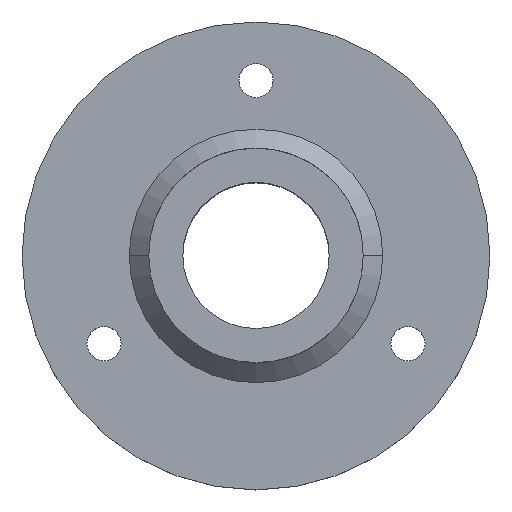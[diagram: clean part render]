
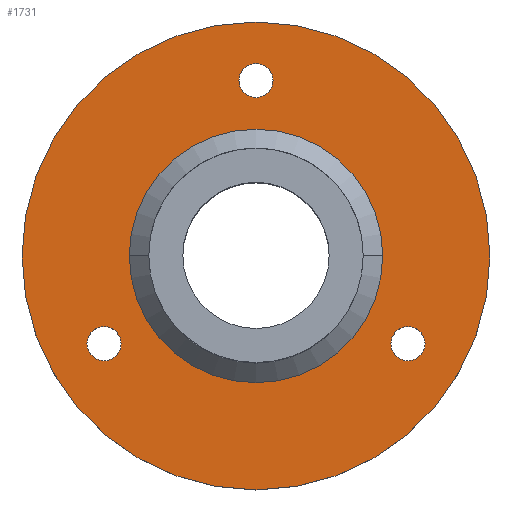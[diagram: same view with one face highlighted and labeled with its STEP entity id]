
A CAD part, top view. The second image highlights one B-rep face of the part: STEP entity #1731.
In plain terms, the highlighted planar face has unit normal (0, 0, 1).
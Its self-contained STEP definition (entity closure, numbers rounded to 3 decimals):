
#11 = CARTESIAN_POINT ( 'NONE',  ( 0., 0., 5. ) ) ;
#15 = EDGE_CURVE ( 'NONE', #2784, #1066, #2316, .T. ) ;
#41 = CARTESIAN_POINT ( 'NONE',  ( 24., 0., 5. ) ) ;
#51 = CIRCLE ( 'NONE', #1213, 1.75 ) ;
#65 = EDGE_LOOP ( 'NONE', ( #614, #695 ) ) ;
#109 = CARTESIAN_POINT ( 'NONE',  ( 0., 0., 5. ) ) ;
#133 = CIRCLE ( 'NONE', #1825, 24. ) ;
#160 = AXIS2_PLACEMENT_3D ( 'NONE', #1450, #2853, #1421 ) ;
#201 = CARTESIAN_POINT ( 'NONE',  ( -24., 0., 5. ) ) ;
#223 = EDGE_LOOP ( 'NONE', ( #2743, #2829 ) ) ;
#246 = VERTEX_POINT ( 'NONE', #275 ) ;
#275 = CARTESIAN_POINT ( 'NONE',  ( -13.838, -9., 5. ) ) ;
#330 = DIRECTION ( 'NONE',  ( 1., 0., 0. ) ) ;
#359 = DIRECTION ( 'NONE',  ( 0., 0., 1. ) ) ;
#388 = DIRECTION ( 'NONE',  ( 1., 0., 0. ) ) ;
#400 = PLANE ( 'NONE',  #1410 ) ;
#415 = VERTEX_POINT ( 'NONE', #560 ) ;
#429 = FACE_BOUND ( 'NONE', #1636, .T. ) ;
#460 = DIRECTION ( 'NONE',  ( 1., 0., 0. ) ) ;
#486 = ORIENTED_EDGE ( 'NONE', *, *, #2891, .F. ) ;
#498 = DIRECTION ( 'NONE',  ( 1., 0., 0. ) ) ;
#548 = CIRCLE ( 'NONE', #160, 1.75 ) ;
#560 = CARTESIAN_POINT ( 'NONE',  ( 1.75, 18., 5. ) ) ;
#579 = DIRECTION ( 'NONE',  ( 1., 0., 0. ) ) ;
#595 = DIRECTION ( 'NONE',  ( 1., 0., 0. ) ) ;
#599 = ORIENTED_EDGE ( 'NONE', *, *, #1584, .F. ) ;
#614 = ORIENTED_EDGE ( 'NONE', *, *, #2049, .F. ) ;
#619 = AXIS2_PLACEMENT_3D ( 'NONE', #1988, #1316, #579 ) ;
#639 = FACE_BOUND ( 'NONE', #1715, .T. ) ;
#683 = CARTESIAN_POINT ( 'NONE',  ( 13.838, -9., 5. ) ) ;
#695 = ORIENTED_EDGE ( 'NONE', *, *, #1644, .F. ) ;
#765 = CIRCLE ( 'NONE', #619, 1.75 ) ;
#808 = CARTESIAN_POINT ( 'NONE',  ( 0., 18., 5. ) ) ;
#868 = DIRECTION ( 'NONE',  ( 0., 0., 1. ) ) ;
#937 = DIRECTION ( 'NONE',  ( 1., 0., 0. ) ) ;
#965 = CARTESIAN_POINT ( 'NONE',  ( 0., 0., 5. ) ) ;
#979 = DIRECTION ( 'NONE',  ( 0., 0., 1. ) ) ;
#991 = DIRECTION ( 'NONE',  ( 0., 0., -1. ) ) ;
#1029 = VERTEX_POINT ( 'NONE', #2526 ) ;
#1042 = VERTEX_POINT ( 'NONE', #2982 ) ;
#1050 = VERTEX_POINT ( 'NONE', #1363 ) ;
#1066 = VERTEX_POINT ( 'NONE', #201 ) ;
#1100 = EDGE_CURVE ( 'NONE', #1423, #1042, #2771, .T. ) ;
#1109 = VERTEX_POINT ( 'NONE', #1304 ) ;
#1111 = DIRECTION ( 'NONE',  ( 0., 0., 1. ) ) ;
#1140 = CARTESIAN_POINT ( 'NONE',  ( -15.588, -9., 5. ) ) ;
#1213 = AXIS2_PLACEMENT_3D ( 'NONE', #808, #359, #388 ) ;
#1223 = CIRCLE ( 'NONE', #2397, 13. ) ;
#1304 = CARTESIAN_POINT ( 'NONE',  ( 17.338, -9., 5. ) ) ;
#1316 = DIRECTION ( 'NONE',  ( 0., 0., 1. ) ) ;
#1317 = DIRECTION ( 'NONE',  ( 0., 0., -1. ) ) ;
#1363 = CARTESIAN_POINT ( 'NONE',  ( -17.338, -9., 5. ) ) ;
#1410 = AXIS2_PLACEMENT_3D ( 'NONE', #2956, #868, #460 ) ;
#1421 = DIRECTION ( 'NONE',  ( 1., 0., 0. ) ) ;
#1423 = VERTEX_POINT ( 'NONE', #1909 ) ;
#1450 = CARTESIAN_POINT ( 'NONE',  ( -15.588, -9., 5. ) ) ;
#1460 = CARTESIAN_POINT ( 'NONE',  ( 0., 0., 5. ) ) ;
#1534 = EDGE_LOOP ( 'NONE', ( #2550, #599 ) ) ;
#1584 = EDGE_CURVE ( 'NONE', #1029, #415, #51, .T. ) ;
#1630 = DIRECTION ( 'NONE',  ( 1., 0., 0. ) ) ;
#1636 = EDGE_LOOP ( 'NONE', ( #2972, #486 ) ) ;
#1644 = EDGE_CURVE ( 'NONE', #2228, #1109, #1740, .T. ) ;
#1658 = DIRECTION ( 'NONE',  ( 0., 0., 1. ) ) ;
#1672 = DIRECTION ( 'NONE',  ( 1., 0., 0. ) ) ;
#1715 = EDGE_LOOP ( 'NONE', ( #2897, #2692 ) ) ;
#1731 = ADVANCED_FACE ( 'NONE', ( #639, #2486, #429, #2288, #2303 ), #400, .T. ) ;
#1740 = CIRCLE ( 'NONE', #2914, 1.75 ) ;
#1825 = AXIS2_PLACEMENT_3D ( 'NONE', #1460, #1658, #1672 ) ;
#1870 = EDGE_CURVE ( 'NONE', #246, #1050, #2338, .T. ) ;
#1907 = DIRECTION ( 'NONE',  ( 1., 0., 0. ) ) ;
#1909 = CARTESIAN_POINT ( 'NONE',  ( 13., 0., 5. ) ) ;
#1988 = CARTESIAN_POINT ( 'NONE',  ( 15.588, -9., 5. ) ) ;
#2034 = AXIS2_PLACEMENT_3D ( 'NONE', #109, #1317, #595 ) ;
#2049 = EDGE_CURVE ( 'NONE', #1109, #2228, #765, .T. ) ;
#2080 = CIRCLE ( 'NONE', #2466, 1.75 ) ;
#2138 = CARTESIAN_POINT ( 'NONE',  ( 0., 18., 5. ) ) ;
#2228 = VERTEX_POINT ( 'NONE', #683 ) ;
#2246 = DIRECTION ( 'NONE',  ( 0., 0., 1. ) ) ;
#2288 = FACE_BOUND ( 'NONE', #65, .T. ) ;
#2303 = FACE_BOUND ( 'NONE', #1534, .T. ) ;
#2316 = CIRCLE ( 'NONE', #2699, 24. ) ;
#2338 = CIRCLE ( 'NONE', #2755, 1.75 ) ;
#2364 = EDGE_CURVE ( 'NONE', #1066, #2784, #133, .T. ) ;
#2397 = AXIS2_PLACEMENT_3D ( 'NONE', #965, #991, #498 ) ;
#2457 = DIRECTION ( 'NONE',  ( 0., 0., 1. ) ) ;
#2466 = AXIS2_PLACEMENT_3D ( 'NONE', #2138, #979, #1907 ) ;
#2473 = CARTESIAN_POINT ( 'NONE',  ( 15.588, -9., 5. ) ) ;
#2486 = FACE_OUTER_BOUND ( 'NONE', #223, .T. ) ;
#2526 = CARTESIAN_POINT ( 'NONE',  ( -1.75, 18., 5. ) ) ;
#2550 = ORIENTED_EDGE ( 'NONE', *, *, #2826, .F. ) ;
#2692 = ORIENTED_EDGE ( 'NONE', *, *, #1100, .T. ) ;
#2699 = AXIS2_PLACEMENT_3D ( 'NONE', #11, #1111, #937 ) ;
#2743 = ORIENTED_EDGE ( 'NONE', *, *, #2364, .T. ) ;
#2755 = AXIS2_PLACEMENT_3D ( 'NONE', #1140, #2246, #1630 ) ;
#2771 = CIRCLE ( 'NONE', #2034, 13. ) ;
#2784 = VERTEX_POINT ( 'NONE', #41 ) ;
#2826 = EDGE_CURVE ( 'NONE', #415, #1029, #2080, .T. ) ;
#2829 = ORIENTED_EDGE ( 'NONE', *, *, #15, .T. ) ;
#2853 = DIRECTION ( 'NONE',  ( 0., 0., 1. ) ) ;
#2857 = EDGE_CURVE ( 'NONE', #1042, #1423, #1223, .T. ) ;
#2891 = EDGE_CURVE ( 'NONE', #1050, #246, #548, .T. ) ;
#2897 = ORIENTED_EDGE ( 'NONE', *, *, #2857, .T. ) ;
#2914 = AXIS2_PLACEMENT_3D ( 'NONE', #2473, #2457, #330 ) ;
#2956 = CARTESIAN_POINT ( 'NONE',  ( 0., 0., 5. ) ) ;
#2972 = ORIENTED_EDGE ( 'NONE', *, *, #1870, .F. ) ;
#2982 = CARTESIAN_POINT ( 'NONE',  ( -13., 0., 5. ) ) ;
